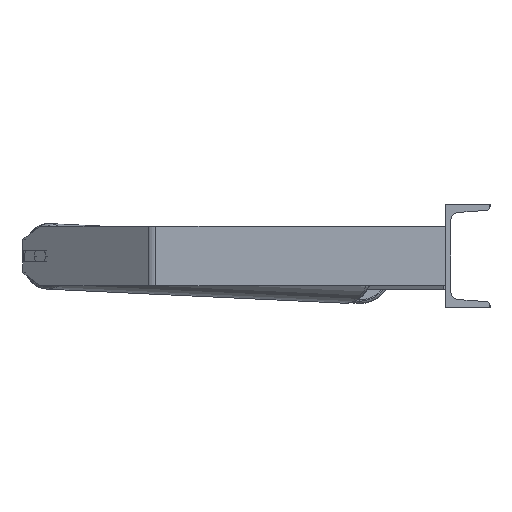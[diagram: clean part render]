
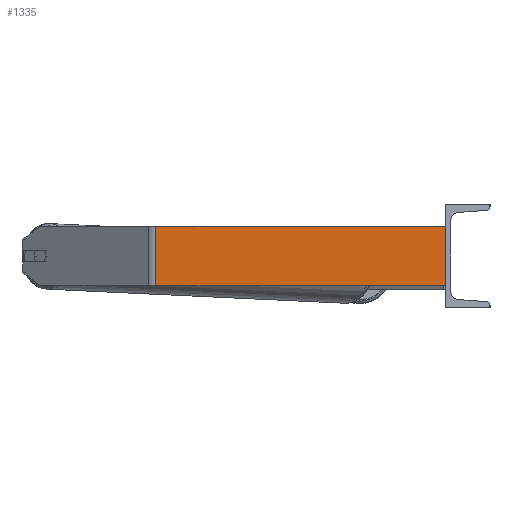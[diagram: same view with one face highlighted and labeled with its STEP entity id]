
A CAD part, left-side view. The second image highlights one B-rep face of the part: STEP entity #1335.
In plain terms, the highlighted planar face has unit normal (-1, 0, 0).
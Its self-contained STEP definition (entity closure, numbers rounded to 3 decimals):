
#373 = CARTESIAN_POINT ( 'NONE',  ( -985., 392.952, -40. ) ) ;
#598 = EDGE_CURVE ( 'NONE', #4278, #1685, #1007, .T. ) ;
#623 = LINE ( 'NONE', #661, #3537 ) ;
#658 = DIRECTION ( 'NONE',  ( 1., 0., 0. ) ) ;
#661 = CARTESIAN_POINT ( 'NONE',  ( -985., 0., 40. ) ) ;
#908 = VERTEX_POINT ( 'NONE', #6911 ) ;
#930 = EDGE_CURVE ( 'NONE', #1685, #908, #623, .T. ) ;
#1007 = LINE ( 'NONE', #3788, #6603 ) ;
#1063 = DIRECTION ( 'NONE',  ( 0., -1., 0. ) ) ;
#1335 = ADVANCED_FACE ( 'NONE', ( #2782 ), #4818, .F. ) ;
#1429 = DIRECTION ( 'NONE',  ( 0., 0., -1. ) ) ;
#1627 = ORIENTED_EDGE ( 'NONE', *, *, #3165, .T. ) ;
#1685 = VERTEX_POINT ( 'NONE', #7453 ) ;
#1854 = ORIENTED_EDGE ( 'NONE', *, *, #598, .F. ) ;
#1882 = CARTESIAN_POINT ( 'NONE',  ( -985., 392.952, 40. ) ) ;
#2571 = LINE ( 'NONE', #1882, #6348 ) ;
#2782 = FACE_OUTER_BOUND ( 'NONE', #4202, .T. ) ;
#3165 = EDGE_CURVE ( 'NONE', #5096, #908, #4036, .T. ) ;
#3407 = CARTESIAN_POINT ( 'NONE',  ( -985., 392.952, 40. ) ) ;
#3428 = DIRECTION ( 'NONE',  ( 0., 1., 0. ) ) ;
#3537 = VECTOR ( 'NONE', #1429, 1000. ) ;
#3788 = CARTESIAN_POINT ( 'NONE',  ( -985., 398.775, 40. ) ) ;
#4036 = LINE ( 'NONE', #6826, #6125 ) ;
#4202 = EDGE_LOOP ( 'NONE', ( #1627, #6904, #1854, #5057 ) ) ;
#4278 = VERTEX_POINT ( 'NONE', #3407 ) ;
#4818 = PLANE ( 'NONE',  #8867 ) ;
#5057 = ORIENTED_EDGE ( 'NONE', *, *, #5523, .T. ) ;
#5096 = VERTEX_POINT ( 'NONE', #373 ) ;
#5523 = EDGE_CURVE ( 'NONE', #4278, #5096, #2571, .T. ) ;
#5587 = CARTESIAN_POINT ( 'NONE',  ( -985., 398.775, 40. ) ) ;
#6125 = VECTOR ( 'NONE', #1063, 1000. ) ;
#6348 = VECTOR ( 'NONE', #7465, 1000. ) ;
#6590 = DIRECTION ( 'NONE',  ( 0., -1., 0. ) ) ;
#6603 = VECTOR ( 'NONE', #6590, 1000. ) ;
#6826 = CARTESIAN_POINT ( 'NONE',  ( -985., 398.775, -40. ) ) ;
#6904 = ORIENTED_EDGE ( 'NONE', *, *, #930, .F. ) ;
#6911 = CARTESIAN_POINT ( 'NONE',  ( -985., 0., -40. ) ) ;
#7453 = CARTESIAN_POINT ( 'NONE',  ( -985., 0., 40. ) ) ;
#7465 = DIRECTION ( 'NONE',  ( 0., 0., -1. ) ) ;
#8867 = AXIS2_PLACEMENT_3D ( 'NONE', #5587, #658, #3428 ) ;
